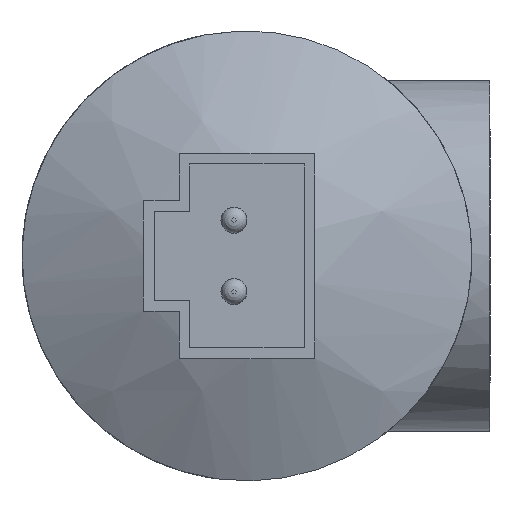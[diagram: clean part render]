
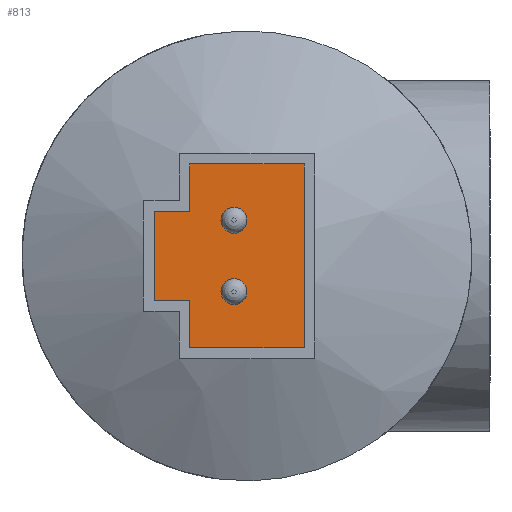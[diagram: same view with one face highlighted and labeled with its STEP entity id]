
A CAD part, left-side view. The second image highlights one B-rep face of the part: STEP entity #813.
In plain terms, the highlighted planar face has unit normal (-1, 0, 0).
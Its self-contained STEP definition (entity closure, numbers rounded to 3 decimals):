
#813=ADVANCED_FACE('',(#2561,#2563,#2565),#2567,.T.);
#2561=FACE_BOUND('',#2562,.T.);
#2562=EDGE_LOOP('',(#3353,#3354,#3355,#3356,#3357,#3358,#3359,#3360));
#2563=FACE_BOUND('',#2564,.T.);
#2564=EDGE_LOOP('',(#3361));
#2565=FACE_BOUND('',#2566,.T.);
#2566=EDGE_LOOP('',(#3362));
#2567=PLANE('',#2568);
#2568=AXIS2_PLACEMENT_3D('',#2569,#2570,#2571);
#2569=CARTESIAN_POINT('',(-161.29,-4.826,7.302));
#2570=DIRECTION('',(-1.,0.,0.));
#2571=DIRECTION('',(0.,0.,1.));
#3353=ORIENTED_EDGE('',*,*,#3725,.T.);
#3354=ORIENTED_EDGE('',*,*,#3758,.T.);
#3355=ORIENTED_EDGE('',*,*,#3759,.T.);
#3356=ORIENTED_EDGE('',*,*,#3760,.T.);
#3357=ORIENTED_EDGE('',*,*,#3761,.T.);
#3358=ORIENTED_EDGE('',*,*,#3762,.T.);
#3359=ORIENTED_EDGE('',*,*,#3763,.T.);
#3360=ORIENTED_EDGE('',*,*,#3764,.T.);
#3361=ORIENTED_EDGE('',*,*,#3765,.F.);
#3362=ORIENTED_EDGE('',*,*,#3766,.F.);
#3725=EDGE_CURVE('',#4154,#4155,#4156,.T.);
#3758=EDGE_CURVE('',#4155,#4218,#4219,.T.);
#3759=EDGE_CURVE('',#4218,#4220,#4221,.T.);
#3760=EDGE_CURVE('',#4220,#4222,#4223,.T.);
#3761=EDGE_CURVE('',#4222,#4224,#4225,.T.);
#3762=EDGE_CURVE('',#4224,#4226,#4227,.T.);
#3763=EDGE_CURVE('',#4226,#4228,#4229,.T.);
#3764=EDGE_CURVE('',#4228,#4154,#4230,.T.);
#3765=EDGE_CURVE('',#4231,#4231,#4232,.T.);
#3766=EDGE_CURVE('',#4233,#4233,#4234,.T.);
#4154=VERTEX_POINT('',#7061);
#4155=VERTEX_POINT('',#7062);
#4156=LINE('',#7063,#7064);
#4218=VERTEX_POINT('',#7198);
#4219=LINE('',#7199,#7200);
#4220=VERTEX_POINT('',#7202);
#4221=LINE('',#7203,#7204);
#4222=VERTEX_POINT('',#7206);
#4223=LINE('',#7207,#7208);
#4224=VERTEX_POINT('',#7210);
#4225=LINE('',#7211,#7212);
#4226=VERTEX_POINT('',#7214);
#4227=LINE('',#7215,#7216);
#4228=VERTEX_POINT('',#7218);
#4229=LINE('',#7219,#7220);
#4230=LINE('',#7222,#7223);
#4231=VERTEX_POINT('',#7225);
#4232=CIRCLE('',#7226,0.924);
#4233=VERTEX_POINT('',#7230);
#4234=CIRCLE('',#7231,0.924);
#7061=CARTESIAN_POINT('',(-161.29,6.604,3.175));
#7062=CARTESIAN_POINT('',(-161.29,6.604,-3.175));
#7063=CARTESIAN_POINT('',(-161.29,6.604,3.175));
#7064=VECTOR('',#7065,1.);
#7065=DIRECTION('',(0.,0.,-1.));
#7198=CARTESIAN_POINT('',(-161.29,4.064,-3.175));
#7199=CARTESIAN_POINT('',(-161.29,6.604,-3.175));
#7200=VECTOR('',#7201,1.);
#7201=DIRECTION('',(0.,-1.,0.));
#7202=CARTESIAN_POINT('',(-161.29,4.064,-6.541));
#7203=CARTESIAN_POINT('',(-161.29,4.064,-3.175));
#7204=VECTOR('',#7205,1.);
#7205=DIRECTION('',(0.,0.,-1.));
#7206=CARTESIAN_POINT('',(-161.29,-4.064,-6.541));
#7207=CARTESIAN_POINT('',(-161.29,4.064,-6.541));
#7208=VECTOR('',#7209,1.);
#7209=DIRECTION('',(0.,-1.,0.));
#7210=CARTESIAN_POINT('',(-161.29,-4.064,6.541));
#7211=CARTESIAN_POINT('',(-161.29,-4.064,-6.541));
#7212=VECTOR('',#7213,1.);
#7213=DIRECTION('',(0.,0.,1.));
#7214=CARTESIAN_POINT('',(-161.29,4.064,6.541));
#7215=CARTESIAN_POINT('',(-161.29,-4.064,6.541));
#7216=VECTOR('',#7217,1.);
#7217=DIRECTION('',(0.,1.,0.));
#7218=CARTESIAN_POINT('',(-161.29,4.064,3.175));
#7219=CARTESIAN_POINT('',(-161.29,4.064,6.541));
#7220=VECTOR('',#7221,1.);
#7221=DIRECTION('',(0.,0.,-1.));
#7222=CARTESIAN_POINT('',(-161.29,4.064,3.175));
#7223=VECTOR('',#7224,1.);
#7224=DIRECTION('',(0.,1.,0.));
#7225=CARTESIAN_POINT('',(-161.29,0.924,-3.464));
#7226=AXIS2_PLACEMENT_3D('',#7227,#7228,#7229);
#7227=CARTESIAN_POINT('',(-161.29,0.924,-2.54));
#7228=DIRECTION('',(-1.,0.,0.));
#7229=DIRECTION('',(0.,0.,1.));
#7230=CARTESIAN_POINT('',(-161.29,0.924,1.616));
#7231=AXIS2_PLACEMENT_3D('',#7232,#7233,#7234);
#7232=CARTESIAN_POINT('',(-161.29,0.924,2.54));
#7233=DIRECTION('',(-1.,0.,0.));
#7234=DIRECTION('',(0.,0.,1.));
